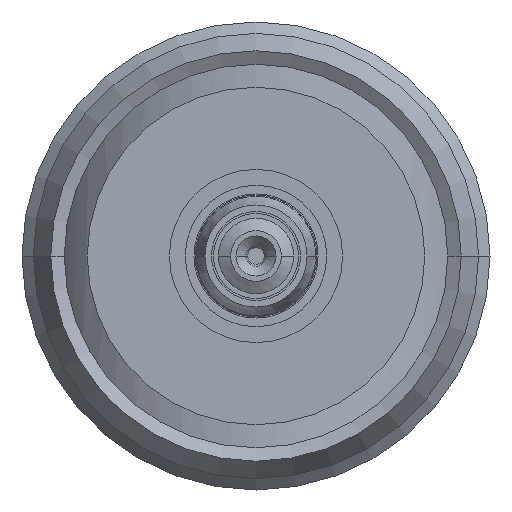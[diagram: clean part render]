
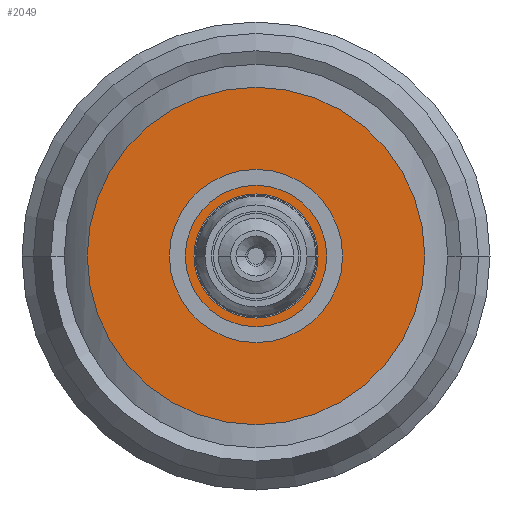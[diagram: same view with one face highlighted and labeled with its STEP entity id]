
A CAD part, left-side view. The second image highlights one B-rep face of the part: STEP entity #2049.
In plain terms, the highlighted planar face has unit normal (-1, 0, 0).
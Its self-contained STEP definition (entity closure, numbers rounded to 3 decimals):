
#21=CARTESIAN_POINT('',(8.128,0.,0.));
#22=DIRECTION('',(-1.,0.,0.));
#23=DIRECTION('',(0.,0.,1.));
#24=AXIS2_PLACEMENT_3D('',#21,#22,#23);
#35=CARTESIAN_POINT('',(8.128,0.,0.));
#36=DIRECTION('',(-1.,0.,0.));
#37=DIRECTION('',(0.,0.,-1.));
#38=AXIS2_PLACEMENT_3D('',#35,#36,#37);
#211=CARTESIAN_POINT('',(8.128,0.,0.));
#212=DIRECTION('',(-1.,0.,0.));
#213=DIRECTION('',(0.,1.,0.));
#214=AXIS2_PLACEMENT_3D('',#211,#212,#213);
#216=CARTESIAN_POINT('',(8.128,0.,0.));
#217=DIRECTION('',(-1.,0.,0.));
#218=DIRECTION('',(0.,-1.,0.));
#219=AXIS2_PLACEMENT_3D('',#216,#217,#218);
#1546=CARTESIAN_POINT('',(8.128,0.,5.245));
#1547=CARTESIAN_POINT('',(8.128,0.,-5.245));
#1548=VERTEX_POINT('',#1546);
#1549=VERTEX_POINT('',#1547);
#1562=CARTESIAN_POINT('',(8.128,1.93,0.));
#1563=CARTESIAN_POINT('',(8.128,-1.93,0.));
#1564=VERTEX_POINT('',#1562);
#1565=VERTEX_POINT('',#1563);
#2034=CARTESIAN_POINT('',(8.128,0.,0.));
#2035=DIRECTION('',(-1.,0.,0.));
#2036=DIRECTION('',(0.,1.,0.));
#2037=AXIS2_PLACEMENT_3D('',#2034,#2035,#2036);
#2038=PLANE('',#2037);
#2039=ORIENTED_EDGE('',*,*,#1869,.F.);
#2040=ORIENTED_EDGE('',*,*,#1885,.F.);
#2041=EDGE_LOOP('',(#2039,#2040));
#2042=FACE_OUTER_BOUND('',#2041,.F.);
#2044=ORIENTED_EDGE('',*,*,#2043,.T.);
#2046=ORIENTED_EDGE('',*,*,#2045,.T.);
#2047=EDGE_LOOP('',(#2044,#2046));
#2048=FACE_BOUND('',#2047,.F.);
#25=CIRCLE('',#24,5.245);
#39=CIRCLE('',#38,5.245);
#215=CIRCLE('',#214,1.93);
#220=CIRCLE('',#219,1.93);
#1869=EDGE_CURVE('',#1548,#1549,#25,.T.);
#1885=EDGE_CURVE('',#1549,#1548,#39,.T.);
#2043=EDGE_CURVE('',#1564,#1565,#215,.T.);
#2045=EDGE_CURVE('',#1565,#1564,#220,.T.);
#2049=ADVANCED_FACE('',(#2042,#2048),#2038,.T.);
